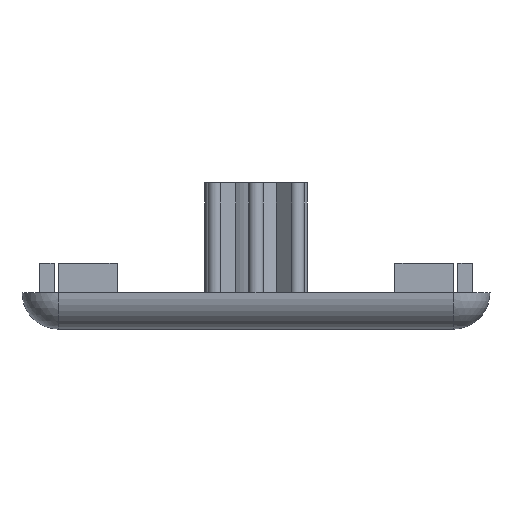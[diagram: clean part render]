
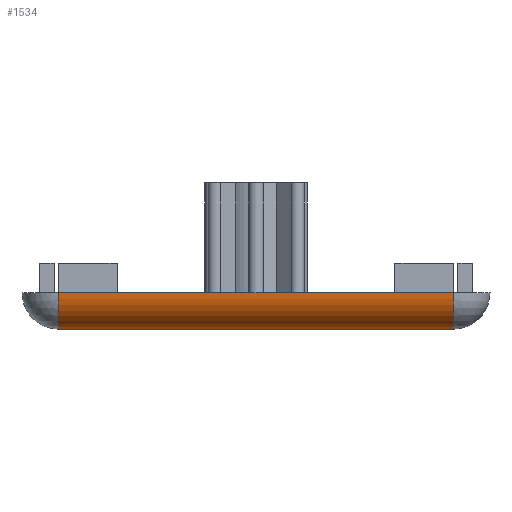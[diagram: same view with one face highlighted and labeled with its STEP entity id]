
A CAD part, front view. The second image highlights one B-rep face of the part: STEP entity #1534.
In plain terms, the highlighted cylindrical face has radius 2.5 mm (diameter 5 mm), a partial arc.
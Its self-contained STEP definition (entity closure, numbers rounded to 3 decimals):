
#146=LINE('',#2323,#314);
#243=LINE('',#2531,#411);
#314=VECTOR('',#1891,27.);
#411=VECTOR('',#2078,27.);
#502=FACE_OUTER_BOUND('',#598,.T.);
#598=EDGE_LOOP('',(#1407,#1408,#1409,#1410));
#645=CIRCLE('',#1659,2.5);
#647=CIRCLE('',#1662,2.5);
#720=VERTEX_POINT('',#2309);
#726=VERTEX_POINT('',#2321);
#791=VERTEX_POINT('',#2525);
#792=VERTEX_POINT('',#2529);
#900=EDGE_CURVE('',#720,#726,#146,.T.);
#997=EDGE_CURVE('',#720,#791,#645,.T.);
#999=EDGE_CURVE('',#792,#726,#647,.T.);
#1000=EDGE_CURVE('',#792,#791,#243,.T.);
#1407=ORIENTED_EDGE('',*,*,#997,.F.);
#1408=ORIENTED_EDGE('',*,*,#900,.T.);
#1409=ORIENTED_EDGE('',*,*,#999,.F.);
#1410=ORIENTED_EDGE('',*,*,#1000,.T.);
#1454=CYLINDRICAL_SURFACE('',#1661,2.5);
#1534=ADVANCED_FACE('',(#502),#1454,.T.);
#1659=AXIS2_PLACEMENT_3D('',#2526,#2070,#2071);
#1661=AXIS2_PLACEMENT_3D('',#2528,#2074,#2075);
#1662=AXIS2_PLACEMENT_3D('',#2530,#2076,#2077);
#1891=DIRECTION('',(-1.,0.,0.));
#2070=DIRECTION('center_axis',(1.,0.,0.));
#2071=DIRECTION('ref_axis',(0.,-0.707,-0.707));
#2074=DIRECTION('center_axis',(-1.,0.,0.));
#2075=DIRECTION('ref_axis',(0.,-0.707,-0.707));
#2076=DIRECTION('center_axis',(-1.,0.,0.));
#2077=DIRECTION('ref_axis',(0.,-0.707,-0.707));
#2078=DIRECTION('',(1.,0.,0.));
#2309=CARTESIAN_POINT('',(2.801,-13.495,2.5));
#2321=CARTESIAN_POINT('',(-24.199,-13.495,2.5));
#2323=CARTESIAN_POINT('',(5.301,-13.495,2.5));
#2525=CARTESIAN_POINT('',(2.801,-10.995,0.));
#2526=CARTESIAN_POINT('Origin',(2.801,-10.995,2.5));
#2528=CARTESIAN_POINT('Origin',(-2.699,-10.995,2.5));
#2529=CARTESIAN_POINT('',(-24.199,-10.995,0.));
#2530=CARTESIAN_POINT('Origin',(-24.199,-10.995,2.5));
#2531=CARTESIAN_POINT('',(-2.699,-10.995,0.));
